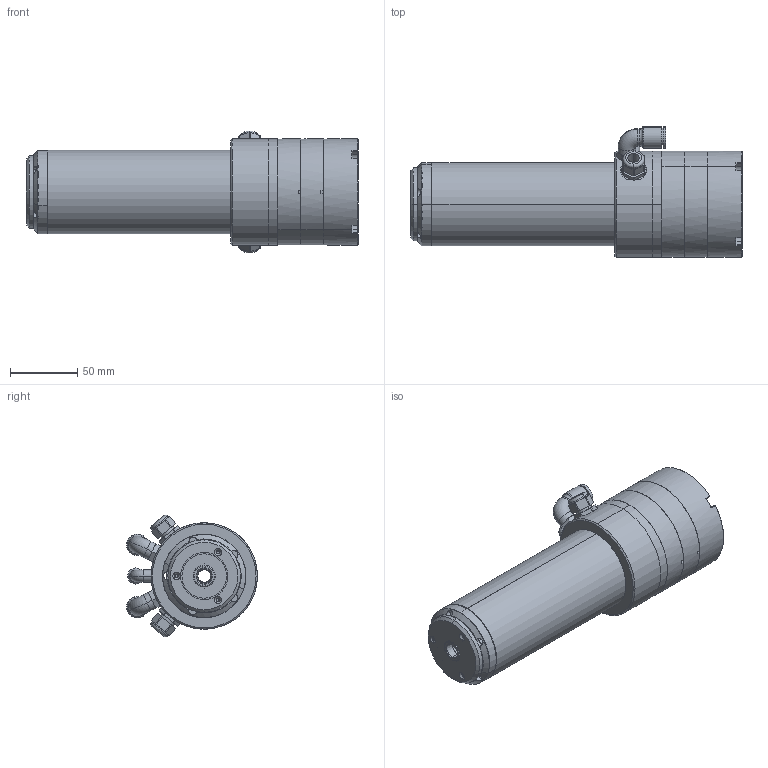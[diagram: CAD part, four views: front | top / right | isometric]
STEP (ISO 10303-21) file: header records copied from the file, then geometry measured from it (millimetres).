
FILE_DESCRIPTION (( 'STEP AP203' ), '1' );
FILE_NAME ('KGZ-06260T01.STEP', '2026-04-10T06:57:20', ( 'Microsoft' ), ( 'Microsoft' ), 'SwSTEP 2.0', 'SolidWorks 2018', '' );
FILE_SCHEMA (( 'CONFIG_CONTROL_DESIGN' ));
Length unit declared in the file: millimetre
Products named in the file (38): KGZ-06260T01; 防尘圈; ァ詰煦路え; 俔籵-Pisco PL8-01T; 嶺蛈蛈國; 詠え盓傅杶; 萇擢諉芛 PG7; 蛌赽蹟譫; 蛌赽郪璃; 芢裝; ァ詰菁釱; 粟銅菜杶; 嶺裝杶; 詩芠; ヶ粣創釱; ァ詰郪璃; 換覜ん; ァ詰え1; 嶺裝芛; ヶ粣創揤啣; ヶ裔; 掖裔; 寡詩え; 傷裔; ァ詰え2; 粟銅; 俔籵-Pisco PL6-M5T; 覜茼芛; 扷餵臏沭; 蛌赽; 线圈; 嶺蛈嶺裝; 粣創; 滅鳥裔; 換覜ん盓殤
Assembly tree (18 placements, depth 3):
  KGZ-06260T01
    詩芠
    ヶ粣創釱
    蛌赽郪璃
      蛌赽
    掖裔
    ァ詰郪璃
      ァ詰煦路え
      傷裔
      ァ詰菁釱
      ァ詰煦路え
    ヶ粣創揤啣
    滅鳥裔
    ヶ裔
    萇擢諉芛 PG7
    萇擢諉芛 PG7
    俔籵-Pisco PL6-M5T
    俔籵-Pisco PL8-01T
    俔籵-Pisco PL8-01T
  防尘圈
  嶺蛈蛈國
  詠え盓傅杶
  蛌赽蹟譫
Bounding box: 246.6 x 97.14 x 90.62 mm (x, y, z)
Volume: 114357.1 mm3; surface area: 141386.4 mm2
Topology: 16 solids, 16 shells, 555 faces, 1391 edges, 891 vertices
Faces by surface type: cylinder 264, plane 193, cone 62, torus 32, bspline 4
Entity records: 23746 total; most frequent: CARTESIAN_POINT 6474, DIRECTION 3096, ORIENTED_EDGE 2782, EDGE_CURVE 1391, AXIS2_PLACEMENT_3D 1244, VERTEX_POINT 891, CIRCLE 670, EDGE_LOOP 660
